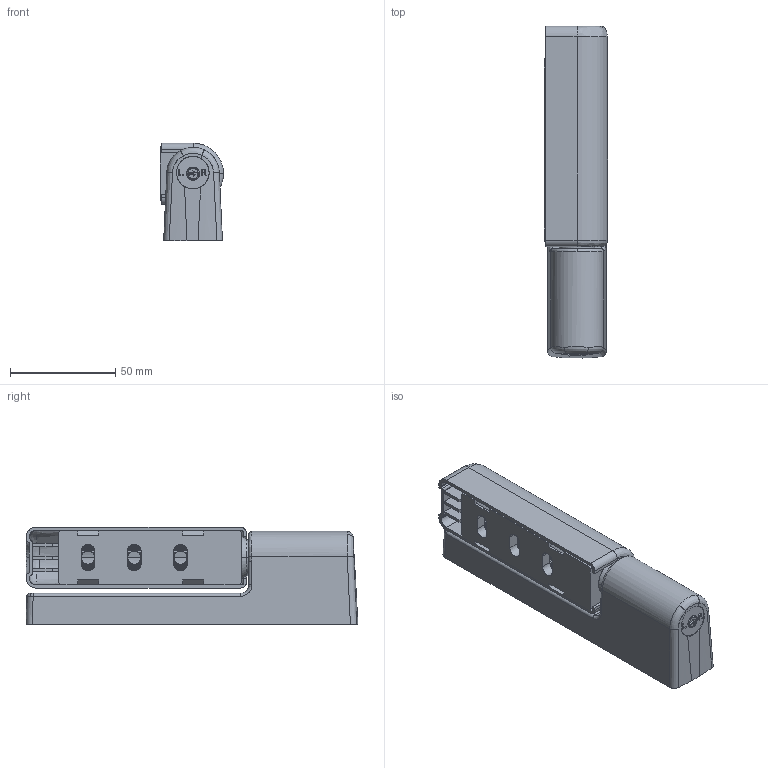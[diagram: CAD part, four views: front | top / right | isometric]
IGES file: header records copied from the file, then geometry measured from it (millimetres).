
Start section: SolidWorks IGES file using analytic representation for surfaces
Global section: file name: FB-744-1-NLH_.IGS,15; native system: HSolidWorks 2011; preprocessor: SolidWorks 2011; author: sw14; date: 110621.142707; units: millimetre
Bounding box: 30 x 157.97 x 46.5 mm (x, y, z)
Surface area: 60174.2 mm2 (no closed solid volume)
Topology: 0 solids, 0 shells, 643 faces, 4858 edges, 4854 vertices
Faces by surface type: bspline 477, revolution 166
